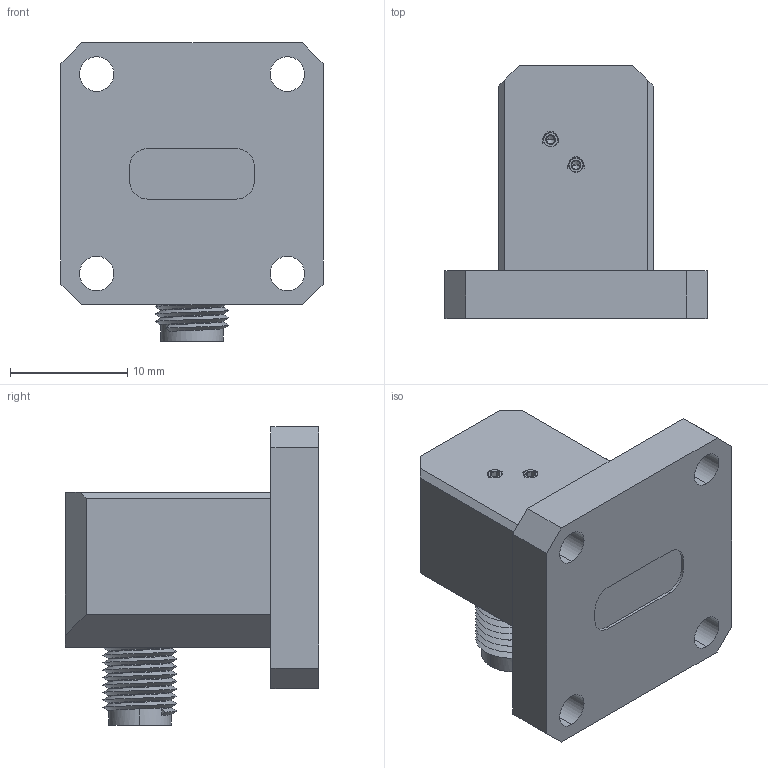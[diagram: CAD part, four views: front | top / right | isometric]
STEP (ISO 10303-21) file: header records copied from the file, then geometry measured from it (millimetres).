
FILE_DESCRIPTION (( 'STEP AP203' ), '1' );
FILE_NAME ('SWC-42KF-R1.STEP', '2018-11-02T17:22:44', ( '' ), ( '' ), 'SwSTEP 2.0', 'SolidWorks 2016', '' );
FILE_SCHEMA (( 'CONFIG_CONTROL_DESIGN' ));
Length unit declared in the file: inch
Products named in the file (1): SWC-42KF-R1
Bounding box: 22.35 x 21.59 x 25.45 mm (x, y, z)
Volume: 4879.4 mm3; surface area: 2893 mm2
Topology: 5 solids, 5 shells, 392 faces, 972 edges, 587 vertices
Faces by surface type: cylinder 160, cone 157, plane 73, bspline 2
Entity records: 13649 total; most frequent: CARTESIAN_POINT 4923, ORIENTED_EDGE 1920, DIRECTION 1638, EDGE_CURVE 960, AXIS2_PLACEMENT_3D 617, VERTEX_POINT 587, EDGE_LOOP 413, VECTOR 404
